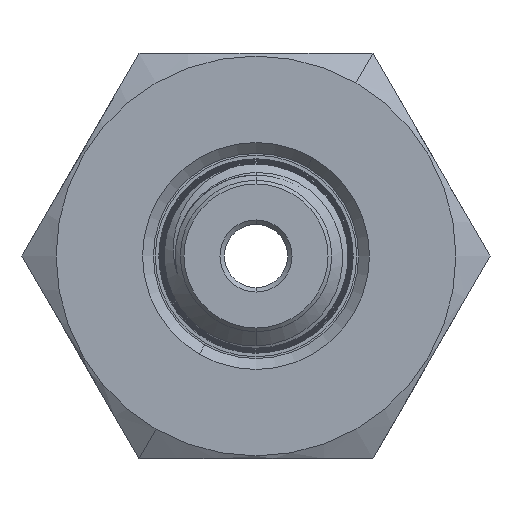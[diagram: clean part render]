
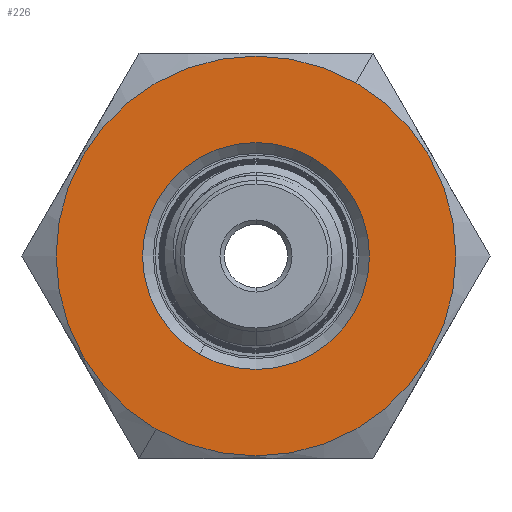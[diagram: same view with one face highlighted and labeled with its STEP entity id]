
A CAD part, left-side view. The second image highlights one B-rep face of the part: STEP entity #226.
In plain terms, the highlighted planar face has unit normal (-1, 0, 0).
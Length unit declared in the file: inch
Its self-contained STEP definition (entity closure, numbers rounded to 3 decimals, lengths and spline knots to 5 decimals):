
#82 = PLANE ( 'NONE',  #6752 ) ;
#99 = EDGE_LOOP ( 'NONE', ( #3386, #5440 ) ) ;
#226 = ADVANCED_FACE ( 'NONE', ( #15019, #9651 ), #82, .T. ) ;
#457 = EDGE_CURVE ( 'NONE', #17011, #16531, #18202, .T. ) ;
#792 = AXIS2_PLACEMENT_3D ( 'NONE', #3312, #17691, #17874 ) ;
#1546 = CARTESIAN_POINT ( 'NONE',  ( -1.5385, 0., 0. ) ) ;
#2608 = CARTESIAN_POINT ( 'NONE',  ( -1.5385, 0.2775, -0.48064 ) ) ;
#3312 = CARTESIAN_POINT ( 'NONE',  ( -1.5385, 0., 0. ) ) ;
#3335 = AXIS2_PLACEMENT_3D ( 'NONE', #10996, #3780, #8246 ) ;
#3366 = DIRECTION ( 'NONE',  ( 1., 0., 0. ) ) ;
#3386 = ORIENTED_EDGE ( 'NONE', *, *, #11061, .F. ) ;
#3495 = CARTESIAN_POINT ( 'NONE',  ( -1.5385, 0., 0. ) ) ;
#3780 = DIRECTION ( 'NONE',  ( 1., 0., 0. ) ) ;
#4321 = CARTESIAN_POINT ( 'NONE',  ( -1.5385, -0.1575, 0.2728 ) ) ;
#4436 = DIRECTION ( 'NONE',  ( -1., 0., 0. ) ) ;
#5069 = CIRCLE ( 'NONE', #3335, 0.555 ) ;
#5440 = ORIENTED_EDGE ( 'NONE', *, *, #13237, .F. ) ;
#5509 = DIRECTION ( 'NONE',  ( 0., 0.5, -0.866 ) ) ;
#6402 = AXIS2_PLACEMENT_3D ( 'NONE', #3495, #3366, #16295 ) ;
#6752 = AXIS2_PLACEMENT_3D ( 'NONE', #1546, #4436, #8714 ) ;
#7731 = VERTEX_POINT ( 'NONE', #2608 ) ;
#8246 = DIRECTION ( 'NONE',  ( 0., 0.5, -0.866 ) ) ;
#8714 = DIRECTION ( 'NONE',  ( 0., -0.5, 0.866 ) ) ;
#9595 = AXIS2_PLACEMENT_3D ( 'NONE', #11470, #17143, #5509 ) ;
#9651 = FACE_OUTER_BOUND ( 'NONE', #99, .T. ) ;
#10996 = CARTESIAN_POINT ( 'NONE',  ( -1.5385, 0., 0. ) ) ;
#11061 = EDGE_CURVE ( 'NONE', #7731, #12407, #17707, .T. ) ;
#11453 = CIRCLE ( 'NONE', #9595, 0.315 ) ;
#11470 = CARTESIAN_POINT ( 'NONE',  ( -1.5385, 0., 0. ) ) ;
#12407 = VERTEX_POINT ( 'NONE', #15426 ) ;
#12476 = EDGE_LOOP ( 'NONE', ( #17483, #15296 ) ) ;
#13049 = CARTESIAN_POINT ( 'NONE',  ( -1.5385, 0.1575, -0.2728 ) ) ;
#13237 = EDGE_CURVE ( 'NONE', #12407, #7731, #5069, .T. ) ;
#14890 = EDGE_CURVE ( 'NONE', #16531, #17011, #11453, .T. ) ;
#15019 = FACE_BOUND ( 'NONE', #12476, .T. ) ;
#15296 = ORIENTED_EDGE ( 'NONE', *, *, #14890, .T. ) ;
#15426 = CARTESIAN_POINT ( 'NONE',  ( -1.5385, -0.2775, 0.48064 ) ) ;
#16295 = DIRECTION ( 'NONE',  ( 0., 0.5, -0.866 ) ) ;
#16531 = VERTEX_POINT ( 'NONE', #13049 ) ;
#17011 = VERTEX_POINT ( 'NONE', #4321 ) ;
#17143 = DIRECTION ( 'NONE',  ( 1., 0., 0. ) ) ;
#17483 = ORIENTED_EDGE ( 'NONE', *, *, #457, .T. ) ;
#17691 = DIRECTION ( 'NONE',  ( 1., 0., 0. ) ) ;
#17707 = CIRCLE ( 'NONE', #792, 0.555 ) ;
#17874 = DIRECTION ( 'NONE',  ( 0., 0.5, -0.866 ) ) ;
#18202 = CIRCLE ( 'NONE', #6402, 0.315 ) ;
